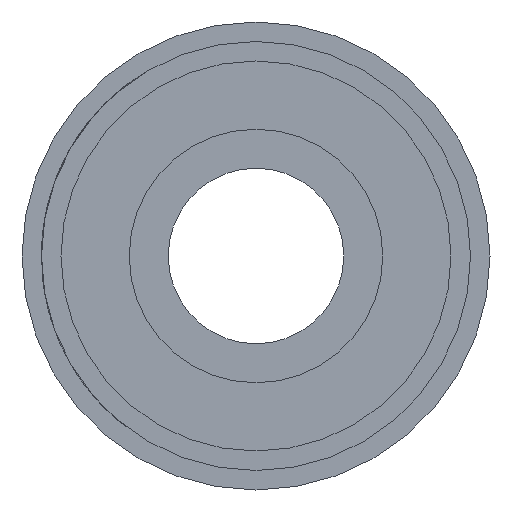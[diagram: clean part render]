
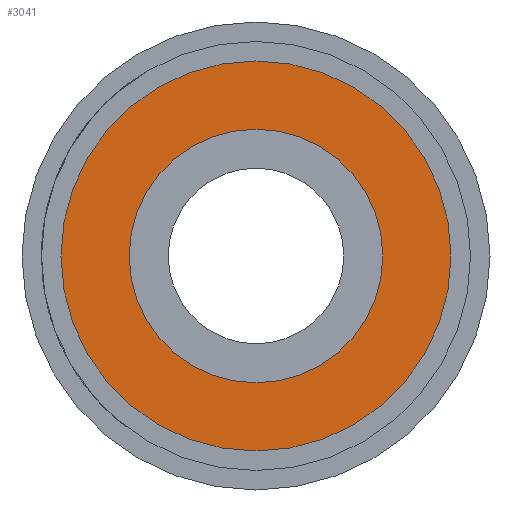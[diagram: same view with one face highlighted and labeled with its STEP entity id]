
A CAD part, left-side view. The second image highlights one B-rep face of the part: STEP entity #3041.
In plain terms, the highlighted planar face has unit normal (-1, 0, 0).
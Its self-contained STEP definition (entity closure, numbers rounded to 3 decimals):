
#322 = FACE_BOUND ( 'NONE', #7109, .T. ) ;
#401 = CARTESIAN_POINT ( 'NONE',  ( 0., 0., 0. ) ) ;
#449 = AXIS2_PLACEMENT_3D ( 'NONE', #2927, #5653, #6995 ) ;
#501 = VERTEX_POINT ( 'NONE', #2464 ) ;
#537 = EDGE_CURVE ( 'NONE', #6897, #5065, #2090, .T. ) ;
#580 = CIRCLE ( 'NONE', #449, 6.5 ) ;
#758 = CARTESIAN_POINT ( 'NONE',  ( 0., 0., 10. ) ) ;
#878 = FACE_OUTER_BOUND ( 'NONE', #1238, .T. ) ;
#1203 = VERTEX_POINT ( 'NONE', #2967 ) ;
#1238 = EDGE_LOOP ( 'NONE', ( #6026, #5376 ) ) ;
#1289 = DIRECTION ( 'NONE',  ( 0., 0., 1. ) ) ;
#1708 = AXIS2_PLACEMENT_3D ( 'NONE', #6563, #4432, #3235 ) ;
#1750 = CARTESIAN_POINT ( 'NONE',  ( 0., 0., 0. ) ) ;
#2090 = CIRCLE ( 'NONE', #5697, 10. ) ;
#2464 = CARTESIAN_POINT ( 'NONE',  ( 0., 0., 6.5 ) ) ;
#2927 = CARTESIAN_POINT ( 'NONE',  ( 0., 0., 0. ) ) ;
#2967 = CARTESIAN_POINT ( 'NONE',  ( 0., 0., -6.5 ) ) ;
#3041 = ADVANCED_FACE ( 'NONE', ( #322, #878 ), #3520, .F. ) ;
#3235 = DIRECTION ( 'NONE',  ( 0., 0., 1. ) ) ;
#3520 = PLANE ( 'NONE',  #6103 ) ;
#4322 = CIRCLE ( 'NONE', #1708, 10. ) ;
#4432 = DIRECTION ( 'NONE',  ( -1., 0., 0. ) ) ;
#4555 = DIRECTION ( 'NONE',  ( -1., 0., 0. ) ) ;
#5065 = VERTEX_POINT ( 'NONE', #758 ) ;
#5376 = ORIENTED_EDGE ( 'NONE', *, *, #537, .T. ) ;
#5404 = EDGE_CURVE ( 'NONE', #501, #1203, #7790, .T. ) ;
#5471 = EDGE_CURVE ( 'NONE', #1203, #501, #580, .T. ) ;
#5548 = ORIENTED_EDGE ( 'NONE', *, *, #5404, .F. ) ;
#5653 = DIRECTION ( 'NONE',  ( -1., 0., 0. ) ) ;
#5654 = DIRECTION ( 'NONE',  ( 1., 0., 0. ) ) ;
#5697 = AXIS2_PLACEMENT_3D ( 'NONE', #7225, #4555, #1289 ) ;
#5698 = DIRECTION ( 'NONE',  ( -1., 0., 0. ) ) ;
#5884 = ORIENTED_EDGE ( 'NONE', *, *, #5471, .F. ) ;
#6026 = ORIENTED_EDGE ( 'NONE', *, *, #8178, .T. ) ;
#6103 = AXIS2_PLACEMENT_3D ( 'NONE', #401, #5654, #7038 ) ;
#6563 = CARTESIAN_POINT ( 'NONE',  ( 0., 0., 0. ) ) ;
#6662 = AXIS2_PLACEMENT_3D ( 'NONE', #1750, #5698, #6910 ) ;
#6897 = VERTEX_POINT ( 'NONE', #7793 ) ;
#6910 = DIRECTION ( 'NONE',  ( 0., 0., 1. ) ) ;
#6995 = DIRECTION ( 'NONE',  ( 0., 0., 1. ) ) ;
#7038 = DIRECTION ( 'NONE',  ( 0., 0., -1. ) ) ;
#7109 = EDGE_LOOP ( 'NONE', ( #5548, #5884 ) ) ;
#7225 = CARTESIAN_POINT ( 'NONE',  ( 0., 0., 0. ) ) ;
#7790 = CIRCLE ( 'NONE', #6662, 6.5 ) ;
#7793 = CARTESIAN_POINT ( 'NONE',  ( 0., 0., -10. ) ) ;
#8178 = EDGE_CURVE ( 'NONE', #5065, #6897, #4322, .T. ) ;
